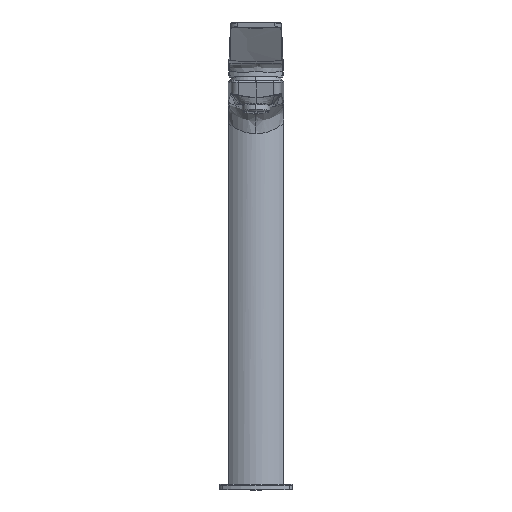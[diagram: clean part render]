
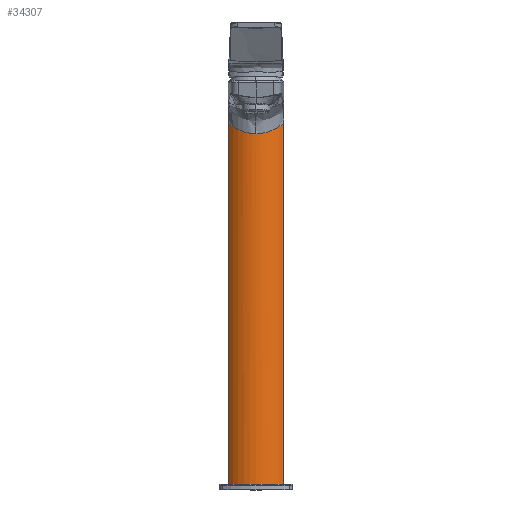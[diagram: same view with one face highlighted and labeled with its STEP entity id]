
A CAD part, top view. The second image highlights one B-rep face of the part: STEP entity #34307.
In plain terms, the highlighted cylindrical face has radius 25.004 mm (diameter 50.007 mm), a partial arc.
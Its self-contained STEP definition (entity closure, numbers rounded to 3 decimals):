
#8972=CARTESIAN_POINT('',(0.,241.072,
20.25));
#9101=CARTESIAN_POINT('',(-18.542,248.02,12.02));
#9334=CARTESIAN_POINT('',(0.,2.3,-4.754));
#9335=DIRECTION('',(0.,1.,0.));
#9336=DIRECTION('',(-0.742,0.,0.671));
#9337=AXIS2_PLACEMENT_3D('',#9334,#9335,#9336);
#9339=DIRECTION('',(0.,-1.,0.));
#9340=VECTOR('',#9339,245.72);
#9341=CARTESIAN_POINT('',(-18.542,248.02,12.02));
#9342=LINE('',#9341,#9340);
#9343=CARTESIAN_POINT('',(0.,241.072,
20.25));
#9344=CARTESIAN_POINT('',(-0.193,241.072,
20.25));
#9345=CARTESIAN_POINT('',(-0.58,241.077,
20.246));
#9346=CARTESIAN_POINT('',(-1.161,241.096,20.225));
#9347=CARTESIAN_POINT('',(-1.745,241.129,20.191));
#9348=CARTESIAN_POINT('',(-2.329,241.176,20.144));
#9349=CARTESIAN_POINT('',(-2.916,241.236,20.082));
#9350=CARTESIAN_POINT('',(-3.504,241.309,20.006));
#9351=CARTESIAN_POINT('',(-4.094,241.397,19.915));
#9352=CARTESIAN_POINT('',(-4.686,241.499,19.809));
#9353=CARTESIAN_POINT('',(-5.28,241.614,19.689));
#9354=CARTESIAN_POINT('',(-5.877,241.745,19.552));
#9355=CARTESIAN_POINT('',(-6.476,241.89,19.399));
#9356=CARTESIAN_POINT('',(-7.078,242.051,19.23));
#9357=CARTESIAN_POINT('',(-7.683,242.227,19.043));
#9358=CARTESIAN_POINT('',(-8.29,242.418,18.839));
#9359=CARTESIAN_POINT('',(-8.901,242.626,18.615));
#9360=CARTESIAN_POINT('',(-9.514,242.85,18.373));
#9361=CARTESIAN_POINT('',(-10.129,243.09,18.11));
#9362=CARTESIAN_POINT('',(-10.747,243.347,17.826));
#9363=CARTESIAN_POINT('',(-11.366,243.621,17.521));
#9364=CARTESIAN_POINT('',(-11.987,243.912,17.193));
#9365=CARTESIAN_POINT('',(-12.608,244.22,16.842));
#9366=CARTESIAN_POINT('',(-13.229,244.544,16.468));
#9367=CARTESIAN_POINT('',(-13.848,244.884,16.069));
#9368=CARTESIAN_POINT('',(-14.465,245.239,15.646));
#9369=CARTESIAN_POINT('',(-15.077,245.608,15.197));
#9370=CARTESIAN_POINT('',(-15.684,245.99,14.724));
#9371=CARTESIAN_POINT('',(-16.282,246.384,14.227));
#9372=CARTESIAN_POINT('',(-16.869,246.786,13.707));
#9373=CARTESIAN_POINT('',(-17.444,247.195,13.166));
#9374=CARTESIAN_POINT('',(-18.003,247.607,12.604));
#9375=CARTESIAN_POINT('',(-18.364,247.883,12.217));
#9376=CARTESIAN_POINT('',(-18.542,248.02,12.02));
#9378=CARTESIAN_POINT('',(18.542,248.02,12.02));
#9379=CARTESIAN_POINT('',(18.364,247.883,12.217));
#9380=CARTESIAN_POINT('',(18.003,247.607,12.604));
#9381=CARTESIAN_POINT('',(17.444,247.195,13.166));
#9382=CARTESIAN_POINT('',(16.869,246.786,13.707));
#9383=CARTESIAN_POINT('',(16.282,246.384,14.227));
#9384=CARTESIAN_POINT('',(15.684,245.991,14.724));
#9385=CARTESIAN_POINT('',(15.078,245.608,15.197));
#9386=CARTESIAN_POINT('',(14.465,245.239,15.646));
#9387=CARTESIAN_POINT('',(13.849,244.884,16.069));
#9388=CARTESIAN_POINT('',(13.229,244.544,16.468));
#9389=CARTESIAN_POINT('',(12.608,244.22,16.842));
#9390=CARTESIAN_POINT('',(11.987,243.912,17.193));
#9391=CARTESIAN_POINT('',(11.366,243.621,17.521));
#9392=CARTESIAN_POINT('',(10.747,243.347,17.826));
#9393=CARTESIAN_POINT('',(10.129,243.09,18.11));
#9394=CARTESIAN_POINT('',(9.514,242.85,18.372));
#9395=CARTESIAN_POINT('',(8.901,242.626,18.615));
#9396=CARTESIAN_POINT('',(8.29,242.418,18.839));
#9397=CARTESIAN_POINT('',(7.683,242.227,19.043));
#9398=CARTESIAN_POINT('',(7.078,242.051,19.23));
#9399=CARTESIAN_POINT('',(6.476,241.89,19.399));
#9400=CARTESIAN_POINT('',(5.877,241.745,19.552));
#9401=CARTESIAN_POINT('',(5.28,241.614,19.689));
#9402=CARTESIAN_POINT('',(4.686,241.499,19.809));
#9403=CARTESIAN_POINT('',(4.094,241.397,19.915));
#9404=CARTESIAN_POINT('',(3.504,241.309,20.006));
#9405=CARTESIAN_POINT('',(2.916,241.236,20.082));
#9406=CARTESIAN_POINT('',(2.329,241.176,20.144));
#9407=CARTESIAN_POINT('',(1.745,241.129,20.191));
#9408=CARTESIAN_POINT('',(1.162,241.096,20.225));
#9409=CARTESIAN_POINT('',(0.58,241.077,20.246));
#9410=CARTESIAN_POINT('',(0.193,241.072,20.25));
#9411=CARTESIAN_POINT('',(0.,241.072,
20.25));
#9418=DIRECTION('',(0.,-1.,0.));
#9419=VECTOR('',#9418,245.72);
#9420=CARTESIAN_POINT('',(18.542,248.02,12.02));
#9421=LINE('',#9420,#9419);
#13693=VERTEX_POINT('',#8972);
#13694=VERTEX_POINT('',#9378);
#14010=VERTEX_POINT('',#9101);
#14677=CARTESIAN_POINT('',(-18.542,2.3,
12.02));
#14678=CARTESIAN_POINT('',(18.542,2.3,12.02));
#14679=VERTEX_POINT('',#14677);
#14680=VERTEX_POINT('',#14678);
#34294=CARTESIAN_POINT('',(0.,0.,-4.754));
#34295=DIRECTION('',(0.,1.,0.));
#34296=DIRECTION('',(1.,0.,0.));
#34297=AXIS2_PLACEMENT_3D('',#34294,#34295,#34296);
#34298=CYLINDRICAL_SURFACE('',#34297,25.004);
#34299=ORIENTED_EDGE('',*,*,#17652,.F.);
#34300=ORIENTED_EDGE('',*,*,#34282,.F.);
#34301=ORIENTED_EDGE('',*,*,#33653,.F.);
#34302=ORIENTED_EDGE('',*,*,#33537,.F.);
#34304=ORIENTED_EDGE('',*,*,#34303,.T.);
#34305=EDGE_LOOP('',(#34299,#34300,#34301,#34302,#34304));
#34306=FACE_OUTER_BOUND('',#34305,.F.);
#34307=ADVANCED_FACE('',(#34306),#34298,.T.);
#9338=CIRCLE('',#9337,25.004);
#9377=B_SPLINE_CURVE_WITH_KNOTS('',3,(#9343,#9344,#9345,#9346,#9347,#9348,#9349,
#9350,#9351,#9352,#9353,#9354,#9355,#9356,#9357,#9358,#9359,#9360,#9361,#9362,
#9363,#9364,#9365,#9366,#9367,#9368,#9369,#9370,#9371,#9372,#9373,#9374,#9375,
#9376),.UNSPECIFIED.,.F.,.F.,(4,1,1,1,1,1,1,1,1,1,1,1,1,1,1,1,1,1,1,1,1,1,1,1,1,
1,1,1,1,1,1,4),(0.,0.032,0.065,0.097,
0.129,0.161,0.194,0.226,
0.258,0.29,0.323,0.355,
0.387,0.419,0.452,0.484,
0.516,0.548,0.581,0.613,
0.645,0.677,0.71,0.742,
0.774,0.806,0.839,0.871,
0.903,0.935,0.968,1.),.UNSPECIFIED.);
#9412=B_SPLINE_CURVE_WITH_KNOTS('',3,(#9378,#9379,#9380,#9381,#9382,#9383,#9384,
#9385,#9386,#9387,#9388,#9389,#9390,#9391,#9392,#9393,#9394,#9395,#9396,#9397,
#9398,#9399,#9400,#9401,#9402,#9403,#9404,#9405,#9406,#9407,#9408,#9409,#9410,
#9411),.UNSPECIFIED.,.F.,.F.,(4,1,1,1,1,1,1,1,1,1,1,1,1,1,1,1,1,1,1,1,1,1,1,1,1,
1,1,1,1,1,1,4),(0.,0.032,0.065,0.097,
0.129,0.161,0.194,0.226,
0.258,0.29,0.323,0.355,
0.387,0.419,0.452,0.484,
0.516,0.548,0.581,0.613,
0.645,0.677,0.71,0.742,
0.774,0.806,0.839,0.871,
0.903,0.935,0.968,1.),.UNSPECIFIED.);
#17652=EDGE_CURVE('',#14679,#14680,#9338,.T.);
#33537=EDGE_CURVE('',#13694,#13693,#9412,.T.);
#33653=EDGE_CURVE('',#13693,#14010,#9377,.T.);
#34282=EDGE_CURVE('',#14010,#14679,#9342,.T.);
#34303=EDGE_CURVE('',#13694,#14680,#9421,.T.);
